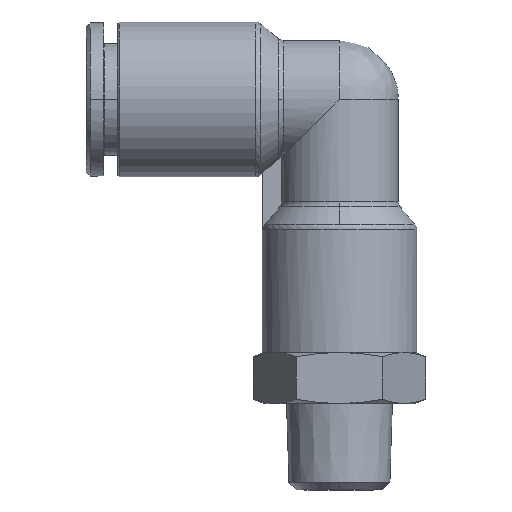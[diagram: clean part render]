
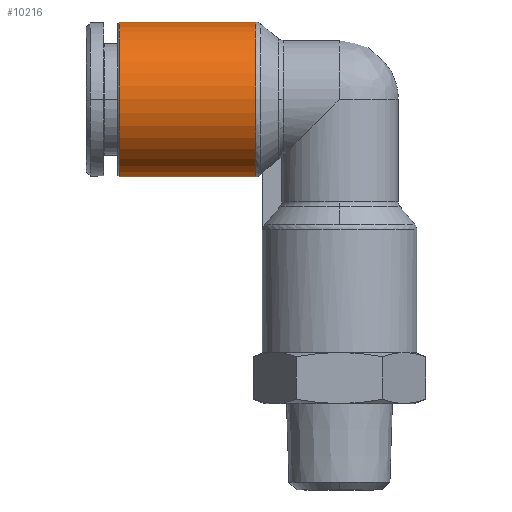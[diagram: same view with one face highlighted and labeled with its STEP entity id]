
A CAD part, left-side view. The second image highlights one B-rep face of the part: STEP entity #10216.
In plain terms, the highlighted cylindrical face has radius 9.85 mm (diameter 19.7 mm), a partial arc.
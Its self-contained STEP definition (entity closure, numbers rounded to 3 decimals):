
#23 = CARTESIAN_POINT ( 'NONE',  ( -2.264, 0., 9.85 ) ) ;
#436 = DIRECTION ( 'NONE',  ( 0., 0., -1. ) ) ;
#1027 = VERTEX_POINT ( 'NONE', #6823 ) ;
#1201 = VERTEX_POINT ( 'NONE', #6446 ) ;
#1401 = DIRECTION ( 'NONE',  ( 0., 0., -1. ) ) ;
#1629 = VECTOR ( 'NONE', #2807, 1000. ) ;
#2187 = EDGE_CURVE ( 'NONE', #1201, #4175, #10799, .T. ) ;
#2387 = DIRECTION ( 'NONE',  ( -1., 0., 0. ) ) ;
#2608 = AXIS2_PLACEMENT_3D ( 'NONE', #9444, #2387, #1401 ) ;
#2654 = CIRCLE ( 'NONE', #5169, 9.85 ) ;
#2807 = DIRECTION ( 'NONE',  ( 1., 0., 0. ) ) ;
#3310 = CARTESIAN_POINT ( 'NONE',  ( 15.072, 0., 0. ) ) ;
#3324 = DIRECTION ( 'NONE',  ( 1., 0., 0. ) ) ;
#3480 = EDGE_CURVE ( 'NONE', #1027, #10946, #2654, .T. ) ;
#4048 = EDGE_CURVE ( 'NONE', #5661, #1027, #10374, .T. ) ;
#4175 = VERTEX_POINT ( 'NONE', #5844 ) ;
#4307 = CYLINDRICAL_SURFACE ( 'NONE', #9018, 9.85 ) ;
#4417 = EDGE_LOOP ( 'NONE', ( #8196, #10172, #5626, #7720, #9170 ) ) ;
#4474 = DIRECTION ( 'NONE',  ( -1., 0., 0. ) ) ;
#5169 = AXIS2_PLACEMENT_3D ( 'NONE', #3310, #4474, #14783 ) ;
#5626 = ORIENTED_EDGE ( 'NONE', *, *, #3480, .T. ) ;
#5661 = VERTEX_POINT ( 'NONE', #23 ) ;
#5844 = CARTESIAN_POINT ( 'NONE',  ( 15.072, 0., -9.85 ) ) ;
#6245 = CARTESIAN_POINT ( 'NONE',  ( 5.372, 0., -9.85 ) ) ;
#6446 = CARTESIAN_POINT ( 'NONE',  ( -2.264, 0., -9.85 ) ) ;
#6720 = CARTESIAN_POINT ( 'NONE',  ( -2.264, 0., 0. ) ) ;
#6738 = CIRCLE ( 'NONE', #2608, 9.85 ) ;
#6823 = CARTESIAN_POINT ( 'NONE',  ( 15.072, 0., 9.85 ) ) ;
#7151 = DIRECTION ( 'NONE',  ( 1., 0., 0. ) ) ;
#7245 = CIRCLE ( 'NONE', #13186, 9.85 ) ;
#7326 = VECTOR ( 'NONE', #11103, 1000. ) ;
#7720 = ORIENTED_EDGE ( 'NONE', *, *, #12315, .T. ) ;
#8196 = ORIENTED_EDGE ( 'NONE', *, *, #12576, .T. ) ;
#8747 = CARTESIAN_POINT ( 'NONE',  ( 5.372, 0., 9.85 ) ) ;
#9018 = AXIS2_PLACEMENT_3D ( 'NONE', #14095, #7151, #436 ) ;
#9170 = ORIENTED_EDGE ( 'NONE', *, *, #2187, .F. ) ;
#9223 = CARTESIAN_POINT ( 'NONE',  ( 15.072, 9.85, 0. ) ) ;
#9444 = CARTESIAN_POINT ( 'NONE',  ( 15.072, 0., 0. ) ) ;
#10172 = ORIENTED_EDGE ( 'NONE', *, *, #4048, .T. ) ;
#10216 = ADVANCED_FACE ( 'NONE', ( #14528 ), #4307, .T. ) ;
#10374 = LINE ( 'NONE', #8747, #7326 ) ;
#10799 = LINE ( 'NONE', #6245, #1629 ) ;
#10946 = VERTEX_POINT ( 'NONE', #9223 ) ;
#11103 = DIRECTION ( 'NONE',  ( 1., 0., 0. ) ) ;
#12315 = EDGE_CURVE ( 'NONE', #10946, #4175, #6738, .T. ) ;
#12556 = DIRECTION ( 'NONE',  ( 0., 0., -1. ) ) ;
#12576 = EDGE_CURVE ( 'NONE', #1201, #5661, #7245, .T. ) ;
#13186 = AXIS2_PLACEMENT_3D ( 'NONE', #6720, #3324, #12556 ) ;
#14095 = CARTESIAN_POINT ( 'NONE',  ( 5.372, 0., 0. ) ) ;
#14528 = FACE_OUTER_BOUND ( 'NONE', #4417, .T. ) ;
#14783 = DIRECTION ( 'NONE',  ( 0., 0., -1. ) ) ;
